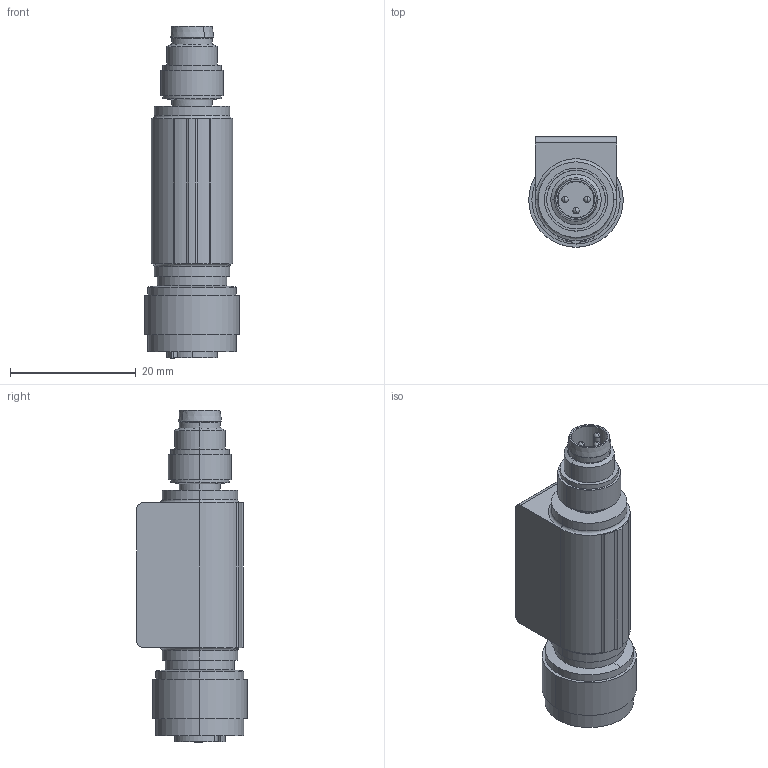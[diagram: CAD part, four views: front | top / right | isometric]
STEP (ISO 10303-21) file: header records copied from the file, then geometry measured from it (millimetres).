
FILE_DESCRIPTION(('SolidDesigner STEP Export'),'2;1');
FILE_NAME('1519749.stp','2010-10-08T14:10:08',(''),(''),'CoCreate Modeling STEP processor for AP214 (Solid Model)','CoCreate Modeling 16.00A 16-Aug-2008 (C) Parametric Technology GmbH','');
FILE_SCHEMA(('AUTOMOTIVE_DESIGN { 1 0 10303 214 1 1 1 1 }'));
Length unit declared in the file: millimetre
Products named in the file (2): 1519749
Assembly tree (1 placements, depth 2):
  1519749
    1519749
Bounding box: 15 x 17.5 x 52.7 mm (x, y, z)
Volume: 7023.4 mm3; surface area: 3781.6 mm2
Topology: 1 solids, 1 shells, 128 faces, 292 edges, 182 vertices
Faces by surface type: cylinder 68, plane 30, cone 20, sphere 6, torus 4
Entity records: 3984 total; most frequent: ORIENTED_EDGE 572, CARTESIAN_POINT 456, DIRECTION 445, EDGE_CURVE 286, VERTEX_POINT 182, AXIS2_PLACEMENT_3D 171, EDGE_LOOP 150, COLOUR_RGB 129
